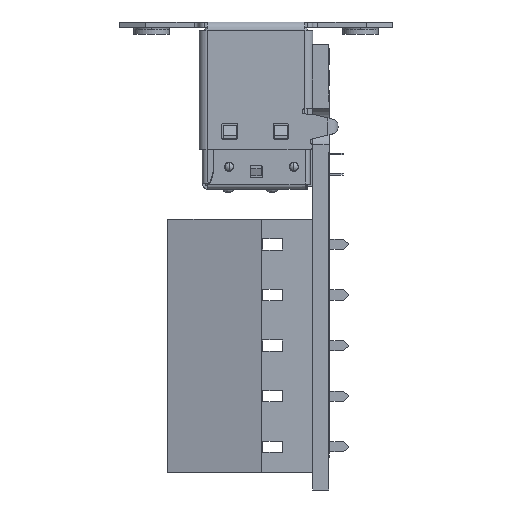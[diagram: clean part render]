
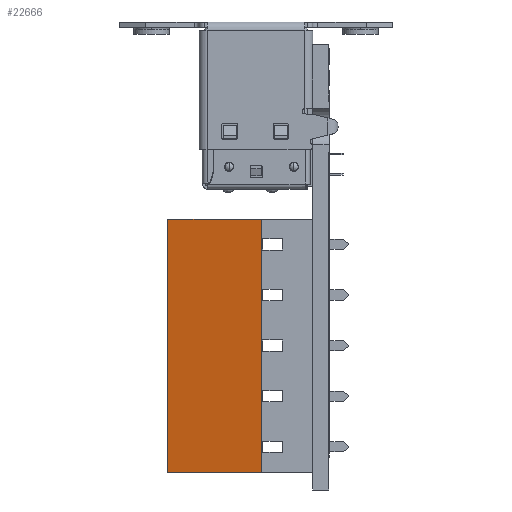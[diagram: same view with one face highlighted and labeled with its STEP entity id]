
A CAD part, left-side view. The second image highlights one B-rep face of the part: STEP entity #22666.
In plain terms, the highlighted face is planar.
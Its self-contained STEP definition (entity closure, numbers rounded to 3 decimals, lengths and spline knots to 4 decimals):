
#2166 = VECTOR ( 'NONE', #49347, 39.3701 ) ;
#2724 = FACE_OUTER_BOUND ( 'NONE', #16699, .T. ) ;
#16699 = EDGE_LOOP ( 'NONE', ( #17645, #17647, #17649, #17651 ) ) ;
#17645 = ORIENTED_EDGE ( 'NONE', *, *, #26193, .T. ) ;
#17647 = ORIENTED_EDGE ( 'NONE', *, *, #26194, .F. ) ;
#17649 = ORIENTED_EDGE ( 'NONE', *, *, #26195, .F. ) ;
#17651 = ORIENTED_EDGE ( 'NONE', *, *, #18825, .T. ) ;
#18825 = EDGE_CURVE ( 'NONE', #20813, #20812, #50738, .T. ) ;
#20812 = VERTEX_POINT ( 'NONE', #49546 ) ;
#20813 = VERTEX_POINT ( 'NONE', #49547 ) ;
#20830 = VERTEX_POINT ( 'NONE', #49564 ) ;
#20831 = VERTEX_POINT ( 'NONE', #49565 ) ;
#22666 = ADVANCED_FACE ( 'NONE', ( #2724 ), #46715, .F. ) ;
#26193 = EDGE_CURVE ( 'NONE', #20812, #20830, #35280, .T. ) ;
#26194 = EDGE_CURVE ( 'NONE', #20831, #20830, #35281, .T. ) ;
#26195 = EDGE_CURVE ( 'NONE', #20813, #20831, #35268, .T. ) ;
#26422 = AXIS2_PLACEMENT_3D ( 'NONE', #46708, #46717, #46718 ) ;
#35164 = CARTESIAN_POINT ( 'NONE',  ( -0.201, -0.2, 0.492 ) ) ;
#35167 = CARTESIAN_POINT ( 'NONE',  ( -0.201, -0.2, -0.492 ) ) ;
#35168 = DIRECTION ( 'NONE',  ( 0.231, -0.973, 0. ) ) ;
#35169 = CARTESIAN_POINT ( 'NONE',  ( -0.115, -0.563, 0.492 ) ) ;
#35170 = DIRECTION ( 'NONE',  ( 0., 0., -1. ) ) ;
#35171 = DIRECTION ( 'NONE',  ( 0.231, -0.973, 0. ) ) ;
#35268 = LINE ( 'NONE', #35164, #35286 ) ;
#35280 = LINE ( 'NONE', #35167, #35282 ) ;
#35281 = LINE ( 'NONE', #35169, #35284 ) ;
#35282 = VECTOR ( 'NONE', #35168, 39.3701 ) ;
#35284 = VECTOR ( 'NONE', #35170, 39.3701 ) ;
#35286 = VECTOR ( 'NONE', #35171, 39.3701 ) ;
#46708 = CARTESIAN_POINT ( 'NONE',  ( -0.201, -0.2, 0.492 ) ) ;
#46715 = PLANE ( 'NONE',  #26422 ) ;
#46717 = DIRECTION ( 'NONE',  ( 0.973, 0.231, 0. ) ) ;
#46718 = DIRECTION ( 'NONE',  ( -0.231, 0.973, 0. ) ) ;
#49345 = CARTESIAN_POINT ( 'NONE',  ( -0.201, -0.2, 0.492 ) ) ;
#49347 = DIRECTION ( 'NONE',  ( 0., 0., -1. ) ) ;
#49546 = CARTESIAN_POINT ( 'NONE',  ( -0.201, -0.2, -0.492 ) ) ;
#49547 = CARTESIAN_POINT ( 'NONE',  ( -0.201, -0.2, 0.492 ) ) ;
#49564 = CARTESIAN_POINT ( 'NONE',  ( -0.115, -0.563, -0.492 ) ) ;
#49565 = CARTESIAN_POINT ( 'NONE',  ( -0.115, -0.563, 0.492 ) ) ;
#50738 = LINE ( 'NONE', #49345, #2166 ) ;
